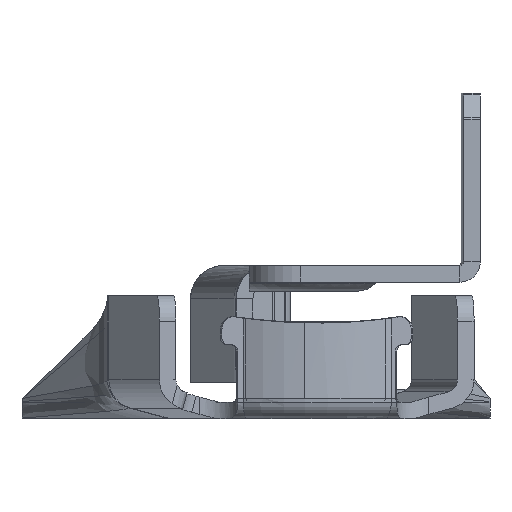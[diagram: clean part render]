
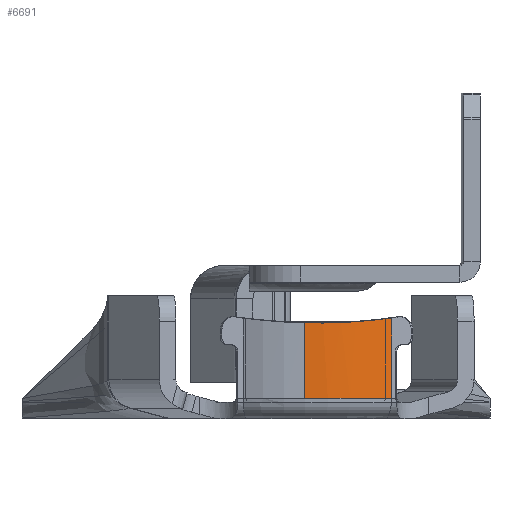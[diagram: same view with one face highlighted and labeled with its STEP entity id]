
A CAD part, left-side view. The second image highlights one B-rep face of the part: STEP entity #6691.
In plain terms, the highlighted cylindrical face has radius 12.3 mm (diameter 24.6 mm), a partial arc.
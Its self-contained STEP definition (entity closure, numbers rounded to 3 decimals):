
#707 = VERTEX_POINT ( 'NONE', #14789 ) ;
#3354 = CARTESIAN_POINT ( 'NONE',  ( -599.641, -5.874, 6.241 ) ) ;
#3658 = CARTESIAN_POINT ( 'NONE',  ( -599.129, -7.61, 6.341 ) ) ;
#4427 = ORIENTED_EDGE ( 'NONE', *, *, #19592, .T. ) ;
#6026 = ORIENTED_EDGE ( 'NONE', *, *, #25770, .T. ) ;
#6435 = VECTOR ( 'NONE', #18378, 1000. ) ;
#6691 = ADVANCED_FACE ( 'NONE', ( #7528 ), #7234, .T. ) ;
#7234 = CYLINDRICAL_SURFACE ( 'NONE', #28760, 12.3 ) ;
#7528 = FACE_OUTER_BOUND ( 'NONE', #21974, .T. ) ;
#8543 = CARTESIAN_POINT ( 'NONE',  ( -599.957, -4.101, 6.196 ) ) ;
#9350 = DIRECTION ( 'NONE',  ( 0., 0., -1. ) ) ;
#9992 = EDGE_CURVE ( 'NONE', #707, #10802, #24527, .T. ) ;
#10380 = ORIENTED_EDGE ( 'NONE', *, *, #9992, .T. ) ;
#10661 = CARTESIAN_POINT ( 'NONE',  ( -598.623, -8.688, 6.456 ) ) ;
#10802 = VERTEX_POINT ( 'NONE', #27816 ) ;
#11065 = CARTESIAN_POINT ( 'NONE',  ( -597.958, -9.693, 6.7 ) ) ;
#11089 = CARTESIAN_POINT ( 'NONE',  ( -600.001, -3.505, 6.199 ) ) ;
#11900 = CARTESIAN_POINT ( 'NONE',  ( -587.701, -2.904, 6.7 ) ) ;
#12465 = CARTESIAN_POINT ( 'NONE',  ( -599.772, -5.285, 6.218 ) ) ;
#13658 = VERTEX_POINT ( 'NONE', #13753 ) ;
#13753 = CARTESIAN_POINT ( 'NONE',  ( -600.001, -2.904, 6.214 ) ) ;
#14522 = DIRECTION ( 'NONE',  ( 0., 0., 1. ) ) ;
#14789 = CARTESIAN_POINT ( 'NONE',  ( -600.001, -2.904, 0.3 ) ) ;
#15313 = VECTOR ( 'NONE', #22586, 1000. ) ;
#17984 = CARTESIAN_POINT ( 'NONE',  ( -600.001, -2.904, 6.214 ) ) ;
#18378 = DIRECTION ( 'NONE',  ( 0., 0., -1. ) ) ;
#18466 = DIRECTION ( 'NONE',  ( -1., 0., 0. ) ) ;
#18994 = CARTESIAN_POINT ( 'NONE',  ( -597.958, -9.693, 6.603 ) ) ;
#19592 = EDGE_CURVE ( 'NONE', #19746, #13658, #21250, .T. ) ;
#19746 = VERTEX_POINT ( 'NONE', #18994 ) ;
#19756 = AXIS2_PLACEMENT_3D ( 'NONE', #25714, #14522, #26002 ) ;
#19772 = CARTESIAN_POINT ( 'NONE',  ( -599.564, -6.168, 6.255 ) ) ;
#20022 = CARTESIAN_POINT ( 'NONE',  ( -600.001, -2.904, 6.7 ) ) ;
#20473 = LINE ( 'NONE', #20022, #6435 ) ;
#21250 = B_SPLINE_CURVE_WITH_KNOTS ( 'NONE', 3,
 ( #24125, #10661, #3658, #19772, #3354, #12465, #21565, #8543, #11089, #17984 ),
 .UNSPECIFIED., .F., .F.,
 ( 4, 2, 2, 2, 4 ),
 ( 0., 0.004, 0.004, 0.005, 0.007 ),
 .UNSPECIFIED. ) ;
#21565 = CARTESIAN_POINT ( 'NONE',  ( -599.826, -4.99, 6.21 ) ) ;
#21974 = EDGE_LOOP ( 'NONE', ( #4427, #6026, #10380, #25867 ) ) ;
#22586 = DIRECTION ( 'NONE',  ( 0., 0., -1. ) ) ;
#23346 = EDGE_CURVE ( 'NONE', #19746, #10802, #29162, .T. ) ;
#24125 = CARTESIAN_POINT ( 'NONE',  ( -597.958, -9.693, 6.603 ) ) ;
#24527 = CIRCLE ( 'NONE', #19756, 12.3 ) ;
#25714 = CARTESIAN_POINT ( 'NONE',  ( -587.701, -2.904, 0.3 ) ) ;
#25770 = EDGE_CURVE ( 'NONE', #13658, #707, #20473, .T. ) ;
#25867 = ORIENTED_EDGE ( 'NONE', *, *, #23346, .F. ) ;
#26002 = DIRECTION ( 'NONE',  ( 1., 0., 0. ) ) ;
#27816 = CARTESIAN_POINT ( 'NONE',  ( -597.958, -9.693, 0.3 ) ) ;
#28760 = AXIS2_PLACEMENT_3D ( 'NONE', #11900, #9350, #18466 ) ;
#29162 = LINE ( 'NONE', #11065, #15313 ) ;
